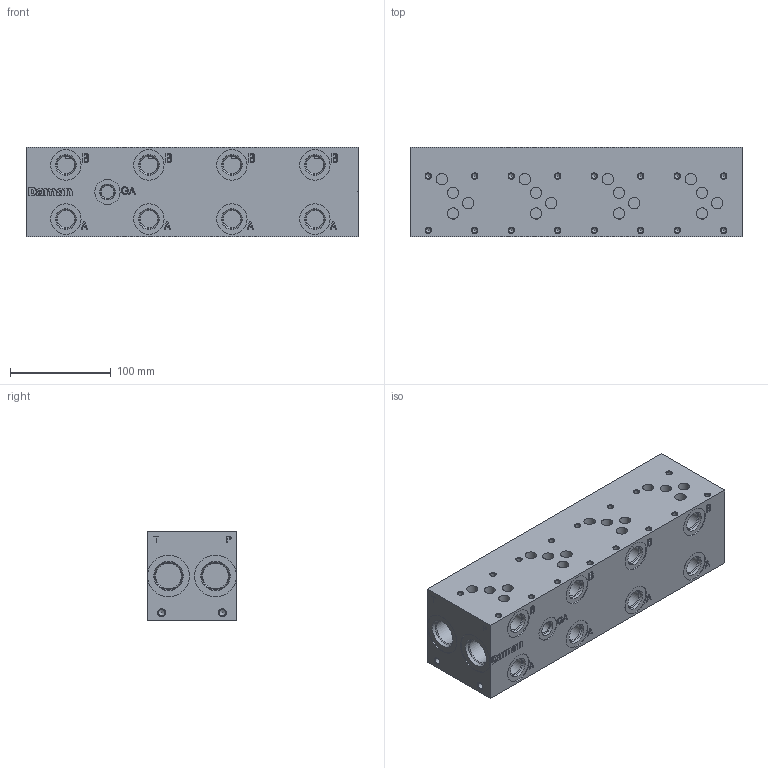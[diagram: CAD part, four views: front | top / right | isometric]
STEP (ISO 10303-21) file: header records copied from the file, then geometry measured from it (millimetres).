
FILE_DESCRIPTION( ( 'STEP AP214' ), ' ' );
FILE_NAME( 'AD05P043S_C.stp', '2018-05-10T03:15:35', ( '' ), ( '' ), ' ', 'PARTsolutions', ' ' );
FILE_SCHEMA( ( 'AUTOMOTIVE_DESIGN { 1 0 10303 214 1 1 1 1 }' ) );
Length unit declared in the file: inch
Products named in the file (1): _AD05P043S/C
Bounding box: 330.2 x 88.9 x 88.9 mm (x, y, z)
Volume: 2474579.8 mm3; surface area: 164780.7 mm2
Topology: 1 solids, 1 shells, 482 faces, 1153 edges, 746 vertices
Faces by surface type: plane 285, cylinder 127, cone 70
Full cylindrical faces by diameter (mm): 4.976 x16, 6.411 x4, 11.201 x16, 12.761 x1, 14.275 x1, 15.9 x1, 17.33 x8, 20.625 x1, 25.019 x1, 25.461 x4, 30.175 x1, 30.251 x8, 41.453 x4
Entity records: 16921 total; most frequent: CARTESIAN_POINT 2256, DIRECTION 2249, ORIENTED_EDGE 1970, EDGE_CURVE 985, AXIS2_PLACEMENT_3D 785, VERTEX_POINT 734, EDGE_LOOP 699, LINE 679
